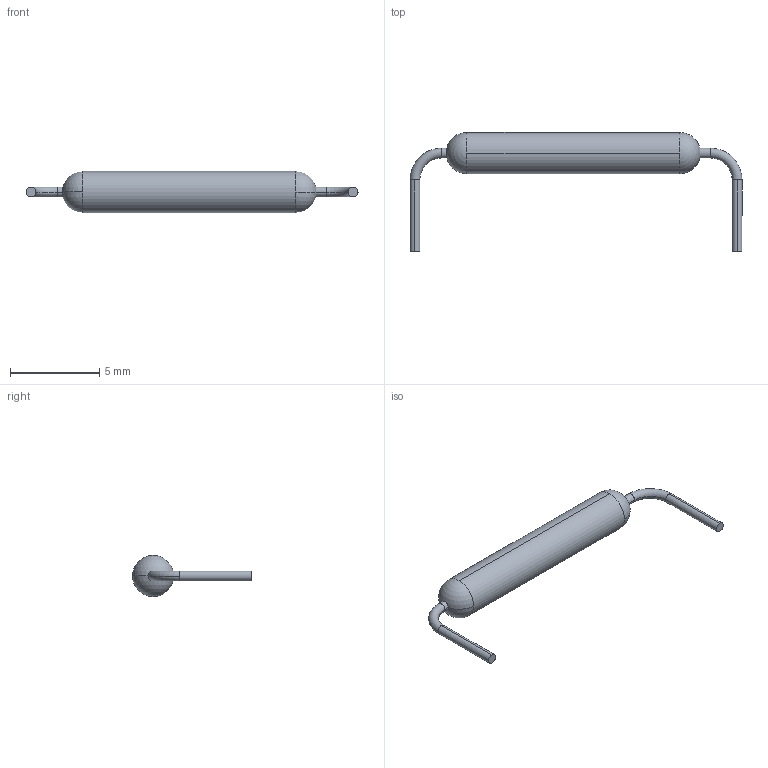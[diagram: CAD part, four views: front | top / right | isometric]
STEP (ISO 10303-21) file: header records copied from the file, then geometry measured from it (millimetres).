
FILE_DESCRIPTION (( 'STEP AP214' ), '1' );
FILE_NAME ('Assembly reed.STEP', '2016-03-12T12:08:50', ( '' ), ( '' ), 'SwSTEP 2.0', 'SolidWorks 2013', '' );
FILE_SCHEMA (( 'AUTOMOTIVE_DESIGN' ));
Length unit declared in the file: millimetre
Products named in the file (4): Assembly reed; Reed; Reed terminal left; Reed terminal right
Assembly tree (3 placements, depth 2):
  Assembly reed
    Reed
    Reed terminal left
    Reed terminal right
Bounding box: 18.55 x 6.65 x 2.3 mm (x, y, z)
Volume: 23.1 mm3; surface area: 249.5 mm2
Topology: 3 solids, 3 shells, 56 faces, 160 edges, 100 vertices
Faces by surface type: cylinder 20, plane 18, torus 10, sphere 8
Entity records: 1984 total; most frequent: CARTESIAN_POINT 401, DIRECTION 332, ORIENTED_EDGE 304, EDGE_CURVE 152, AXIS2_PLACEMENT_3D 143, VERTEX_POINT 100, CIRCLE 82, FACE_OUTER_BOUND 56
